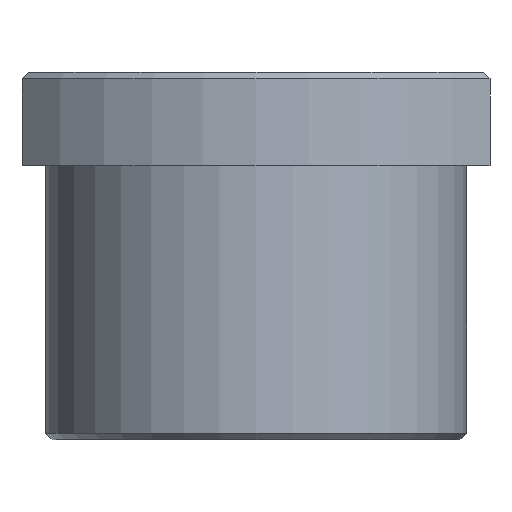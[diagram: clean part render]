
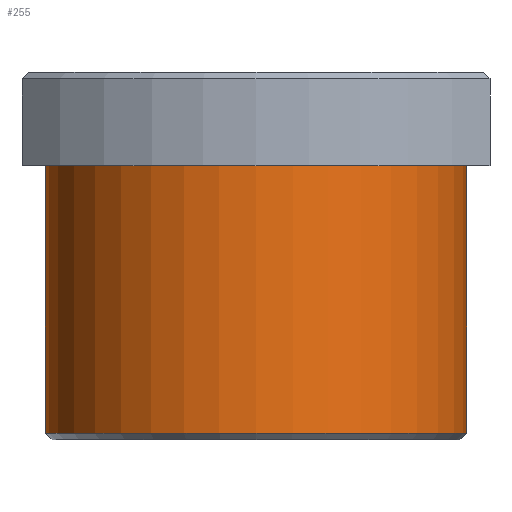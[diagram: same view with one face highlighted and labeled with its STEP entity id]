
A CAD part, front view. The second image highlights one B-rep face of the part: STEP entity #255.
In plain terms, the highlighted cylindrical face has radius 31.5 mm (diameter 63 mm), a full revolution.
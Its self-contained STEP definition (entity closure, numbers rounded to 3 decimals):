
#199=CYLINDRICAL_SURFACE('',#2625,31.5);
#213=CIRCLE('',#2623,31.5);
#214=CIRCLE('',#2624,31.5);
#255=ADVANCED_FACE('',(#670,#671),#199,.T.);
#670=FACE_BOUND('',#775,.T.);
#671=FACE_BOUND('',#776,.T.);
#775=EDGE_LOOP('',(#1059));
#776=EDGE_LOOP('',(#1060));
#1059=ORIENTED_EDGE('',*,*,#1983,.T.);
#1060=ORIENTED_EDGE('',*,*,#1984,.T.);
#1743=VERTEX_POINT('',#3728);
#1744=VERTEX_POINT('',#3730);
#1983=EDGE_CURVE('',#1743,#1743,#213,.T.);
#1984=EDGE_CURVE('',#1744,#1744,#214,.T.);
#2623=AXIS2_PLACEMENT_3D('',#3727,#2858,#2859);
#2624=AXIS2_PLACEMENT_3D('',#3729,#2860,#2861);
#2625=AXIS2_PLACEMENT_3D('',#3731,#2862,#2863);
#2858=DIRECTION('',(0.,0.,1.));
#2859=DIRECTION('',(1.,0.,0.));
#2860=DIRECTION('',(0.,0.,-1.));
#2861=DIRECTION('',(1.,0.,0.));
#2862=DIRECTION('',(0.,0.,-1.));
#2863=DIRECTION('',(1.,0.,0.));
#3727=CARTESIAN_POINT('',(0.,0.,-54.));
#3728=CARTESIAN_POINT('',(31.5,0.,-54.));
#3729=CARTESIAN_POINT('',(0.,0.,-14.));
#3730=CARTESIAN_POINT('',(31.5,0.,-14.));
#3731=CARTESIAN_POINT('',(0.,0.,0.));
